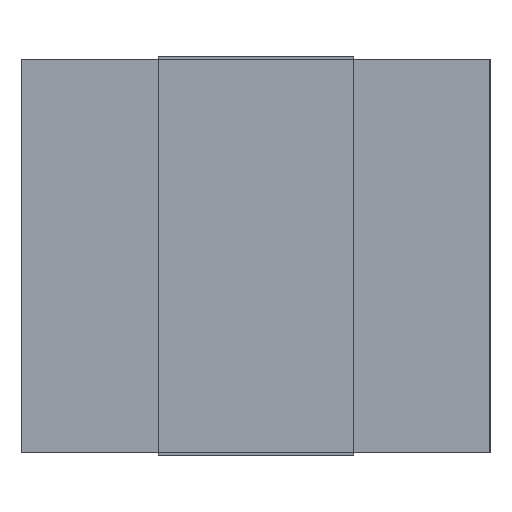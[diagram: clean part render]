
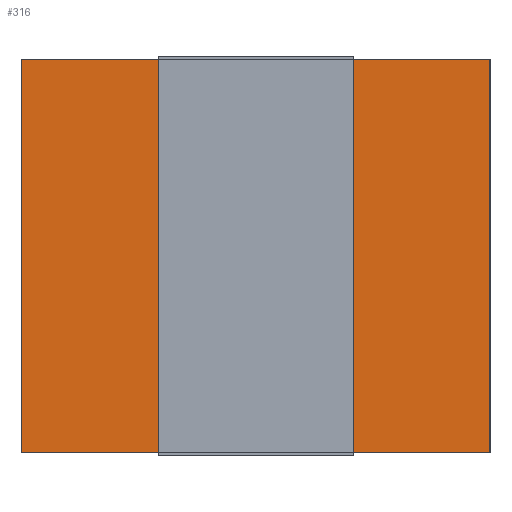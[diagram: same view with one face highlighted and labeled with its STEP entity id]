
A CAD part, left-side view. The second image highlights one B-rep face of the part: STEP entity #316.
In plain terms, the highlighted planar face has unit normal (-1, 0, 0).
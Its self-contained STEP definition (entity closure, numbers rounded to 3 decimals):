
#316=ADVANCED_FACE('',(#322),#317,.F.);
#317=PLANE('',#318);
#318=AXIS2_PLACEMENT_3D('',#319,#320,#321);
#319=CARTESIAN_POINT('Origin',(-5.931,2.4,0.025));
#320=DIRECTION('center_axis',(1.0,0.0,0.0));
#321=DIRECTION('ref_axis',(0.,0.,1.));
#322=FACE_OUTER_BOUND('',#323,.T.);
#323=EDGE_LOOP('',(#324,#334,#344,#354));
#324=ORIENTED_EDGE('',*,*,#325,.F.);
#325=EDGE_CURVE('',#326,#328,#330,.T.);
#326=VERTEX_POINT('',#327);
#327=CARTESIAN_POINT('',(-5.931,-2.4,0.025));
#328=VERTEX_POINT('',#329);
#329=CARTESIAN_POINT('',(-5.931,2.4,0.025));
#330=LINE('',#331,#332);
#331=CARTESIAN_POINT('',(-5.931,-2.4,0.025));
#332=VECTOR('',#333,4.801);
#333=DIRECTION('',(0.0,1.0,0.0));
#334=ORIENTED_EDGE('',*,*,#335,.F.);
#335=EDGE_CURVE('',#336,#338,#340,.T.);
#336=VERTEX_POINT('',#337);
#337=CARTESIAN_POINT('',(-5.931,-2.4,4.064));
#338=VERTEX_POINT('',#327);
#340=LINE('',#341,#342);
#341=CARTESIAN_POINT('',(-5.931,-2.4,4.064));
#342=VECTOR('',#343,4.039);
#343=DIRECTION('',(0.0,0.0,-1.0));
#344=ORIENTED_EDGE('',*,*,#345,.F.);
#345=EDGE_CURVE('',#346,#348,#350,.T.);
#346=VERTEX_POINT('',#347);
#347=CARTESIAN_POINT('',(-5.931,2.4,4.064));
#348=VERTEX_POINT('',#337);
#350=LINE('',#351,#352);
#351=CARTESIAN_POINT('',(-5.931,2.4,4.064));
#352=VECTOR('',#353,4.801);
#353=DIRECTION('',(0.0,-1.0,0.0));
#354=ORIENTED_EDGE('',*,*,#355,.F.);
#355=EDGE_CURVE('',#356,#358,#360,.T.);
#356=VERTEX_POINT('',#329);
#358=VERTEX_POINT('',#347);
#360=LINE('',#361,#362);
#361=CARTESIAN_POINT('',(-5.931,2.4,0.025));
#362=VECTOR('',#363,4.039);
#363=DIRECTION('',(0.0,0.0,1.0));
